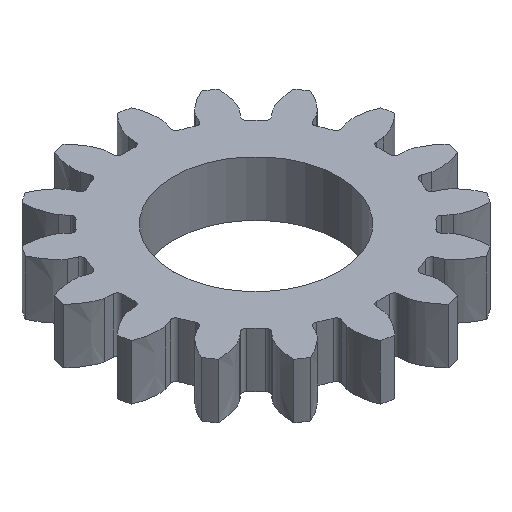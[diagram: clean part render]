
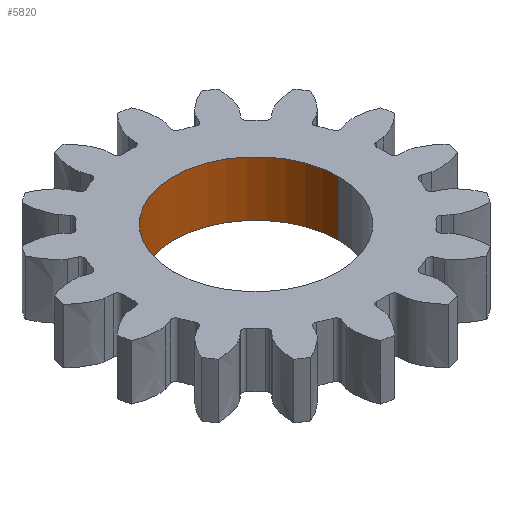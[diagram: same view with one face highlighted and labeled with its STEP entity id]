
A CAD part, isometric view. The second image highlights one B-rep face of the part: STEP entity #5820.
In plain terms, the highlighted cylindrical face has radius 45 mm (diameter 90 mm), a partial arc.
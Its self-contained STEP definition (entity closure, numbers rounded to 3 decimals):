
#1=CARTESIAN_POINT('POINT1',(45.,0.,-15.));
#2=VERTEX_POINT('VERTEX1',#1);
#3=CARTESIAN_POINT('POINT2',(-45.,0.,-15.))
   ;
#4=VERTEX_POINT('VERTEX2',#3);
#12=CARTESIAN_POINT('POS2',(0.,0.,-15.));
#13=DIRECTION('DIR3',(0.,0.,1.));
#14=DIRECTION('DIR4',(-1.,0.,0.));
#15=AXIS2_PLACEMENT_3D('AXIS2',#12,#13,#14);
#16=CIRCLE('ELLIPSE2',#15,45.);
#17=EDGE_CURVE('EDGE2',#4,#2,#16,.F.);
#5789=CARTESIAN_POINT('POINT259',(-45.,0.,15.));
#5790=VERTEX_POINT('VERTEX259',#5789);
#5791=CARTESIAN_POINT('POS420',(-45.,0.,15.));
#5792=DIRECTION('DIR647',(0.,0.,-1.));
#5793=VECTOR('VEC193',#5792,10.);
#5794=LINE('STRAIGHT193',#5791,#5793);
#5795=EDGE_CURVE('EDGE387',#5790,#4,#5794,.T.);
#5796=ORIENTED_EDGE('COEDGE643',*,*,#5795,.T.);
#5797=ORIENTED_EDGE('COEDGE644',*,*,#17,.T.);
#5798=CARTESIAN_POINT('POINT260',(45.,0.,15.));
#5799=VERTEX_POINT('VERTEX260',#5798);
#5800=CARTESIAN_POINT('POS421',(45.,0.,15.))
   ;
#5801=DIRECTION('DIR648',(0.,0.,-1.));
#5802=VECTOR('VEC194',#5801,10.);
#5803=LINE('STRAIGHT194',#5800,#5802);
#5804=EDGE_CURVE('EDGE388',#5799,#2,#5803,.T.);
#5805=ORIENTED_EDGE('COEDGE645',*,*,#5804,.F.);
#5806=CARTESIAN_POINT('POS422',(0.,0.,15.));
#5807=DIRECTION('DIR649',(0.,0.,1.));
#5808=DIRECTION('DIR650',(-1.,0.,0.));
#5809=AXIS2_PLACEMENT_3D('AXIS228',#5806,#5807,#5808);
#5810=CIRCLE('ELLIPSE131',#5809,45.);
#5811=EDGE_CURVE('EDGE389',#5790,#5799,#5810,.F.);
#5812=ORIENTED_EDGE('COEDGE646',*,*,#5811,.F.);
#5813=EDGE_LOOP('NONE',(#5796,#5797,#5805,#5812));
#5814=FACE_BOUND('LOOP1',#5813,.T.);
#5815=CARTESIAN_POINT('POS423',(0.,0.,15.));
#5816=DIRECTION('DIR651',(0.,0.,-1.));
#5817=DIRECTION('DIR652',(-1.,0.,0.));
#5818=AXIS2_PLACEMENT_3D('AXIS229',#5815,#5816,#5817);
#5819=CYLINDRICAL_SURFACE('CONE_SURF65',#5818,45.);
#5820=ADVANCED_FACE('FACE130',(#5814),#5819,.F.);
